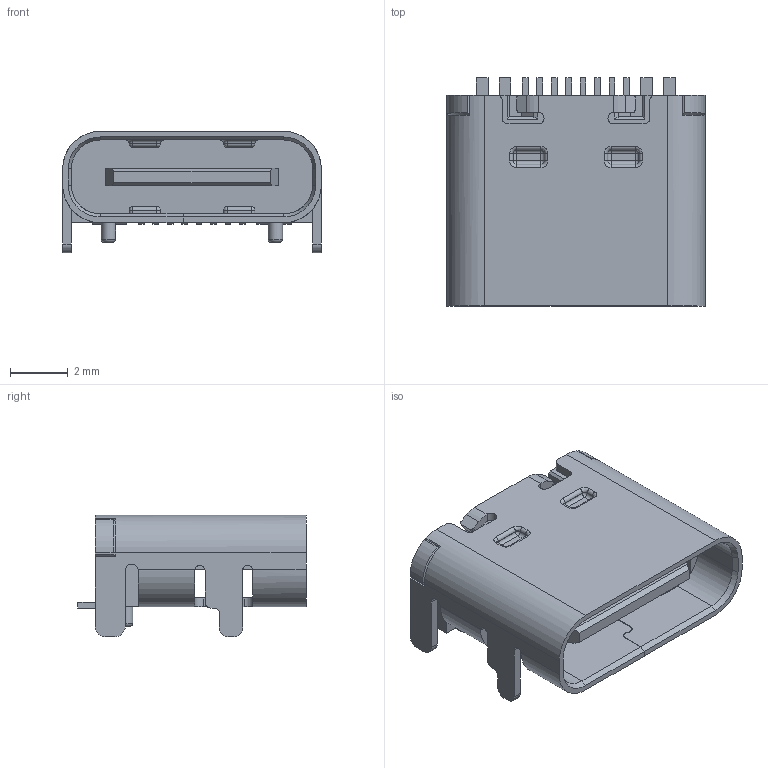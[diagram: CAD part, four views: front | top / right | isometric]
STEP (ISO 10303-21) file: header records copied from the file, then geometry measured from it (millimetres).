
FILE_DESCRIPTION(/* description */ ('STEP AP242','CAx-IF Rec.Pracs.---Representation and Presentation of Product Manufacturing Information (PMI)---4.0---2014-10-13','CAx-IF Rec.Pracs.---3D Tessellated Geometry---0.4---2014-09-14','2;1'),/* implementation_level */ '2;1');
FILE_NAME(/* name */ '6439926f5159e10458aa847e',/* time_stamp */ '2023-04-14T17:50:40+00:00',/* author */ (''),/* organization */ (''),/* preprocessor_version */ 'ST-DEVELOPER v18.102',/* originating_system */ ' ',/* authorisation */ ' ');
FILE_SCHEMA (('AP242_MANAGED_MODEL_BASED_3D_ENGINEERING_MIM_LF { 1 0 10303 442 1 1 4 }'));
Length unit declared in the file: metre
Products named in the file (4): ConPins; PcbPins; Mold; Frame
Bounding box: 8.95 x 7.9 x 4.2 mm (x, y, z)
Volume: 98.7 mm3; surface area: 527.6 mm2
Topology: 4 solids, 4 shells, 538 faces, 1380 edges, 825 vertices
Faces by surface type: plane 304, cylinder 170, sphere 32, torus 26, cone 6
Full cylindrical faces by diameter (mm): 0.5 x2
Entity records: 15943 total; most frequent: CARTESIAN_POINT 2820, DIRECTION 2782, ORIENTED_EDGE 2686, EDGE_CURVE 1343, LINE 938, VECTOR 938, AXIS2_PLACEMENT_3D 922, VERTEX_POINT 824
